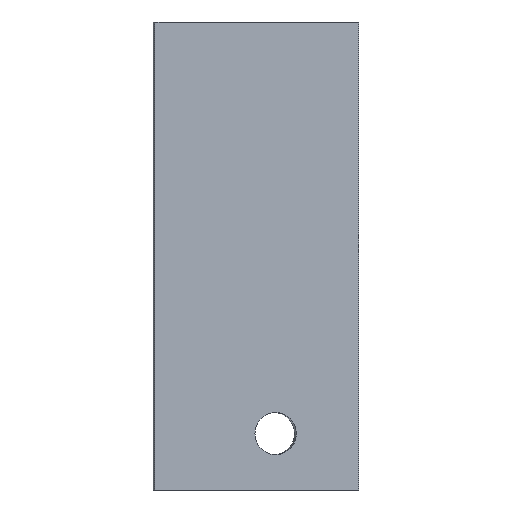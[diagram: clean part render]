
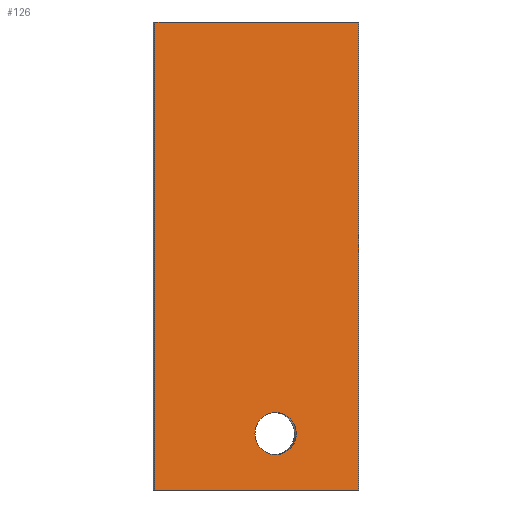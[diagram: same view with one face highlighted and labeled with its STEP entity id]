
A CAD part, left-side view. The second image highlights one B-rep face of the part: STEP entity #126.
In plain terms, the highlighted planar face has unit normal (-0.985, -0.174, 0).
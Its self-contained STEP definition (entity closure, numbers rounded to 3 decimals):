
#16=FACE_BOUND('',#31,.T.);
#18=CIRCLE('',#148,6.5);
#23=FACE_OUTER_BOUND('',#30,.T.);
#30=EDGE_LOOP('',(#99,#100,#101,#102));
#31=EDGE_LOOP('',(#103));
#37=LINE('',#192,#50);
#43=LINE('',#204,#56);
#45=LINE('',#207,#58);
#46=LINE('',#209,#59);
#50=VECTOR('',#158,10.);
#56=VECTOR('',#166,10.);
#58=VECTOR('',#170,10.);
#59=VECTOR('',#173,10.);
#63=VERTEX_POINT('',#189);
#64=VERTEX_POINT('',#191);
#66=VERTEX_POINT('',#197);
#69=VERTEX_POINT('',#202);
#70=VERTEX_POINT('',#210);
#73=EDGE_CURVE('',#63,#64,#37,.T.);
#79=EDGE_CURVE('',#69,#66,#43,.T.);
#81=EDGE_CURVE('',#63,#66,#45,.T.);
#82=EDGE_CURVE('',#69,#64,#46,.T.);
#83=EDGE_CURVE('',#70,#70,#18,.T.);
#99=ORIENTED_EDGE('',*,*,#81,.T.);
#100=ORIENTED_EDGE('',*,*,#79,.F.);
#101=ORIENTED_EDGE('',*,*,#82,.T.);
#102=ORIENTED_EDGE('',*,*,#73,.F.);
#103=ORIENTED_EDGE('',*,*,#83,.T.);
#120=PLANE('',#147);
#126=ADVANCED_FACE('',(#23,#16),#120,.T.);
#147=AXIS2_PLACEMENT_3D('',#208,#171,#172);
#148=AXIS2_PLACEMENT_3D('',#211,#174,#175);
#158=DIRECTION('',(0.174,-0.985,0.));
#166=DIRECTION('',(-0.174,0.985,0.));
#170=DIRECTION('',(0.,0.,-1.));
#171=DIRECTION('center_axis',(-0.985,-0.174,0.));
#172=DIRECTION('ref_axis',(0.,0.,1.));
#173=DIRECTION('',(0.,0.,1.));
#174=DIRECTION('center_axis',(0.985,0.174,0.));
#175=DIRECTION('ref_axis',(-0.174,0.985,0.));
#189=CARTESIAN_POINT('',(-464.757,148.422,743.158));
#191=CARTESIAN_POINT('',(-453.643,85.394,743.158));
#192=CARTESIAN_POINT('',(-462.126,133.501,743.158));
#197=CARTESIAN_POINT('',(-464.757,148.422,598.358));
#202=CARTESIAN_POINT('',(-453.643,85.394,598.358));
#204=CARTESIAN_POINT('',(-456.472,101.438,598.358));
#207=CARTESIAN_POINT('',(-464.757,148.422,598.368));
#208=CARTESIAN_POINT('Origin',(-459.301,117.482,669.758));
#209=CARTESIAN_POINT('',(-453.643,85.394,706.453));
#210=CARTESIAN_POINT('',(-457.048,104.701,615.797));
#211=CARTESIAN_POINT('Origin',(-458.176,111.102,615.797));
